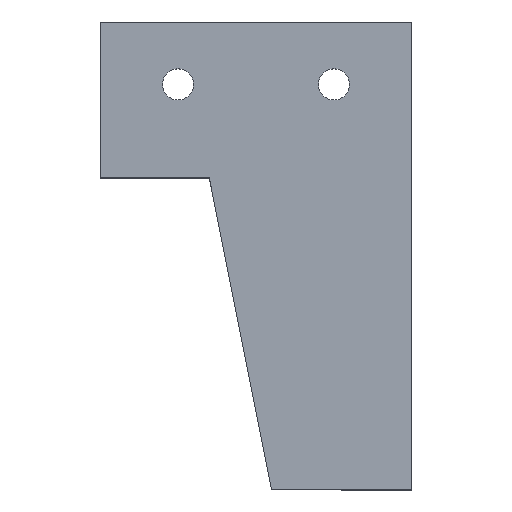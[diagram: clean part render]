
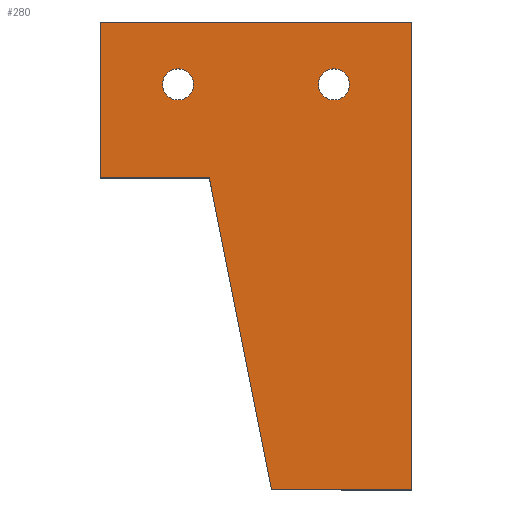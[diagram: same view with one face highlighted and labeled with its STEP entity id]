
A CAD part, top view. The second image highlights one B-rep face of the part: STEP entity #280.
In plain terms, the highlighted planar face has unit normal (0, 0, 1).
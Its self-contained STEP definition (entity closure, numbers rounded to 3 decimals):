
#1 = LINE ( 'NONE', #399, #33 ) ;
#4 = VECTOR ( 'NONE', #193, 1000. ) ;
#6 = DIRECTION ( 'NONE',  ( 0., 0., 1. ) ) ;
#21 = VECTOR ( 'NONE', #391, 1000. ) ;
#24 = CARTESIAN_POINT ( 'NONE',  ( 65., -100., 10.5 ) ) ;
#25 = EDGE_CURVE ( 'NONE', #323, #316, #250, .T. ) ;
#26 = CARTESIAN_POINT ( 'NONE',  ( 0., 0., 10.5 ) ) ;
#33 = VECTOR ( 'NONE', #103, 1000. ) ;
#41 = EDGE_CURVE ( 'NONE', #50, #344, #204, .T. ) ;
#46 = FACE_BOUND ( 'NONE', #400, .T. ) ;
#49 = DIRECTION ( 'NONE',  ( 1., 0., 0. ) ) ;
#50 = VERTEX_POINT ( 'NONE', #124 ) ;
#80 = EDGE_CURVE ( 'NONE', #207, #384, #241, .T. ) ;
#87 = CARTESIAN_POINT ( 'NONE',  ( 0., 0., 10.5 ) ) ;
#95 = CARTESIAN_POINT ( 'NONE',  ( 65., 50., 10.5 ) ) ;
#96 = VERTEX_POINT ( 'NONE', #273 ) ;
#100 = CARTESIAN_POINT ( 'NONE',  ( -5., 30., 10.5 ) ) ;
#103 = DIRECTION ( 'NONE',  ( 0., 1., 0. ) ) ;
#111 = CIRCLE ( 'NONE', #291, 5. ) ;
#118 = FACE_BOUND ( 'NONE', #151, .T. ) ;
#122 = VECTOR ( 'NONE', #154, 1000. ) ;
#124 = CARTESIAN_POINT ( 'NONE',  ( -35., 0., 10.5 ) ) ;
#132 = DIRECTION ( 'NONE',  ( 1., 0., 0. ) ) ;
#147 = VECTOR ( 'NONE', #431, 1000. ) ;
#151 = EDGE_LOOP ( 'NONE', ( #235, #295 ) ) ;
#152 = DIRECTION ( 'NONE',  ( 0., 0., 1. ) ) ;
#154 = DIRECTION ( 'NONE',  ( 1., 0., 0. ) ) ;
#164 = LINE ( 'NONE', #433, #21 ) ;
#168 = AXIS2_PLACEMENT_3D ( 'NONE', #364, #260, #372 ) ;
#174 = ORIENTED_EDGE ( 'NONE', *, *, #239, .T. ) ;
#181 = ORIENTED_EDGE ( 'NONE', *, *, #202, .F. ) ;
#186 = DIRECTION ( 'NONE',  ( 0., 0., 1. ) ) ;
#190 = CARTESIAN_POINT ( 'NONE',  ( -35., 0., 10.5 ) ) ;
#193 = DIRECTION ( 'NONE',  ( 1., 0., 0. ) ) ;
#202 = EDGE_CURVE ( 'NONE', #316, #323, #281, .T. ) ;
#203 = ORIENTED_EDGE ( 'NONE', *, *, #219, .T. ) ;
#204 = LINE ( 'NONE', #87, #122 ) ;
#205 = ORIENTED_EDGE ( 'NONE', *, *, #418, .T. ) ;
#207 = VERTEX_POINT ( 'NONE', #322 ) ;
#213 = CARTESIAN_POINT ( 'NONE',  ( -10., 30., 10.5 ) ) ;
#215 = DIRECTION ( 'NONE',  ( 1., 0., 0. ) ) ;
#219 = EDGE_CURVE ( 'NONE', #227, #421, #164, .T. ) ;
#222 = CARTESIAN_POINT ( 'NONE',  ( -10., 30., 10.5 ) ) ;
#223 = CARTESIAN_POINT ( 'NONE',  ( 45., 30., 10.5 ) ) ;
#224 = LINE ( 'NONE', #190, #147 ) ;
#226 = ORIENTED_EDGE ( 'NONE', *, *, #41, .T. ) ;
#227 = VERTEX_POINT ( 'NONE', #95 ) ;
#230 = FACE_OUTER_BOUND ( 'NONE', #276, .T. ) ;
#232 = EDGE_CURVE ( 'NONE', #384, #207, #111, .T. ) ;
#235 = ORIENTED_EDGE ( 'NONE', *, *, #80, .F. ) ;
#239 = EDGE_CURVE ( 'NONE', #421, #50, #224, .T. ) ;
#241 = CIRCLE ( 'NONE', #245, 5. ) ;
#245 = AXIS2_PLACEMENT_3D ( 'NONE', #213, #6, #215 ) ;
#246 = CARTESIAN_POINT ( 'NONE',  ( 40., 30., 10.5 ) ) ;
#250 = CIRCLE ( 'NONE', #404, 5. ) ;
#251 = DIRECTION ( 'NONE',  ( 0., 0., 1. ) ) ;
#259 = VERTEX_POINT ( 'NONE', #24 ) ;
#260 = DIRECTION ( 'NONE',  ( 0., 0., -1. ) ) ;
#267 = AXIS2_PLACEMENT_3D ( 'NONE', #246, #251, #285 ) ;
#272 = LINE ( 'NONE', #440, #4 ) ;
#273 = CARTESIAN_POINT ( 'NONE',  ( 20., -100., 10.5 ) ) ;
#276 = EDGE_LOOP ( 'NONE', ( #226, #390, #409, #205, #203, #174 ) ) ;
#280 = ADVANCED_FACE ( 'NONE', ( #230, #118, #46 ), #428, .F. ) ;
#281 = CIRCLE ( 'NONE', #267, 5. ) ;
#285 = DIRECTION ( 'NONE',  ( 1., 0., 0. ) ) ;
#290 = DIRECTION ( 'NONE',  ( 0.196, -0.981, 0. ) ) ;
#291 = AXIS2_PLACEMENT_3D ( 'NONE', #222, #186, #132 ) ;
#295 = ORIENTED_EDGE ( 'NONE', *, *, #232, .F. ) ;
#302 = EDGE_CURVE ( 'NONE', #96, #259, #272, .T. ) ;
#316 = VERTEX_POINT ( 'NONE', #437 ) ;
#322 = CARTESIAN_POINT ( 'NONE',  ( -15., 30., 10.5 ) ) ;
#323 = VERTEX_POINT ( 'NONE', #223 ) ;
#330 = CARTESIAN_POINT ( 'NONE',  ( -35., 50., 10.5 ) ) ;
#333 = EDGE_CURVE ( 'NONE', #344, #96, #343, .T. ) ;
#343 = LINE ( 'NONE', #402, #354 ) ;
#344 = VERTEX_POINT ( 'NONE', #26 ) ;
#354 = VECTOR ( 'NONE', #290, 1000. ) ;
#364 = CARTESIAN_POINT ( 'NONE',  ( 0., 0., 10.5 ) ) ;
#372 = DIRECTION ( 'NONE',  ( -1., 0., 0. ) ) ;
#384 = VERTEX_POINT ( 'NONE', #100 ) ;
#388 = CARTESIAN_POINT ( 'NONE',  ( 40., 30., 10.5 ) ) ;
#390 = ORIENTED_EDGE ( 'NONE', *, *, #333, .T. ) ;
#391 = DIRECTION ( 'NONE',  ( -1., 0., 0. ) ) ;
#399 = CARTESIAN_POINT ( 'NONE',  ( 65., 50., 10.5 ) ) ;
#400 = EDGE_LOOP ( 'NONE', ( #181, #439 ) ) ;
#402 = CARTESIAN_POINT ( 'NONE',  ( 20., -100., 10.5 ) ) ;
#404 = AXIS2_PLACEMENT_3D ( 'NONE', #388, #152, #49 ) ;
#409 = ORIENTED_EDGE ( 'NONE', *, *, #302, .T. ) ;
#418 = EDGE_CURVE ( 'NONE', #259, #227, #1, .T. ) ;
#421 = VERTEX_POINT ( 'NONE', #330 ) ;
#428 = PLANE ( 'NONE',  #168 ) ;
#431 = DIRECTION ( 'NONE',  ( 0., -1., 0. ) ) ;
#433 = CARTESIAN_POINT ( 'NONE',  ( -35., 50., 10.5 ) ) ;
#437 = CARTESIAN_POINT ( 'NONE',  ( 35., 30., 10.5 ) ) ;
#439 = ORIENTED_EDGE ( 'NONE', *, *, #25, .F. ) ;
#440 = CARTESIAN_POINT ( 'NONE',  ( 65., -100., 10.5 ) ) ;
